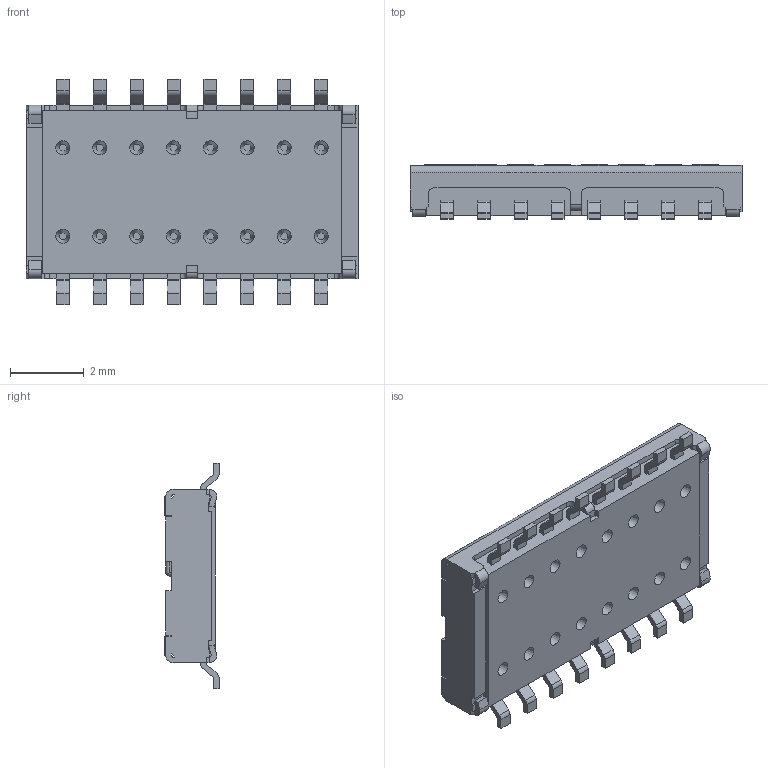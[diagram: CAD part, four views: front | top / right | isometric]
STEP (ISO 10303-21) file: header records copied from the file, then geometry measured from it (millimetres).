
FILE_DESCRIPTION(/* description */ ('STEP AP214'),/* implementation_level */ '2;1');
FILE_NAME(/* name */ 'CVS-08B',/* time_stamp */ '2022-12-28T10:22:52+01:00',/* author */ ('License CC BY-ND 4.0'),/* organization */ ('CADENAS'),/* preprocessor_version */ 'ST-DEVELOPER v18.102',/* originating_system */ 'PARTsolutions',/* authorisation */ ' ');
FILE_SCHEMA (('AUTOMOTIVE_DESIGN {1 0 10303 214 3 1 1}'));
Length unit declared in the file: millimetre
Products named in the file (4): CVS-08B; CVS-B6-terminal; CVS-slider; CVS-08-body
Assembly tree (10 placements, depth 2):
  CVS-08B
    CVS-B6-terminal
    CVS-slider  x8
    CVS-08-body
Bounding box: 9 x 1.47 x 6.1 mm (x, y, z)
Volume: 50.6 mm3; surface area: 302.7 mm2
Topology: 10 solids, 10 shells, 894 faces, 2343 edges, 1546 vertices
Faces by surface type: plane 656, cylinder 222, cone 16
Entity records: 27171 total; most frequent: CARTESIAN_POINT 3915, ORIENTED_EDGE 3814, DIRECTION 3709, EDGE_CURVE 1907, LINE 1557, VECTOR 1557, VERTEX_POINT 1266, AXIS2_PLACEMENT_3D 1076
